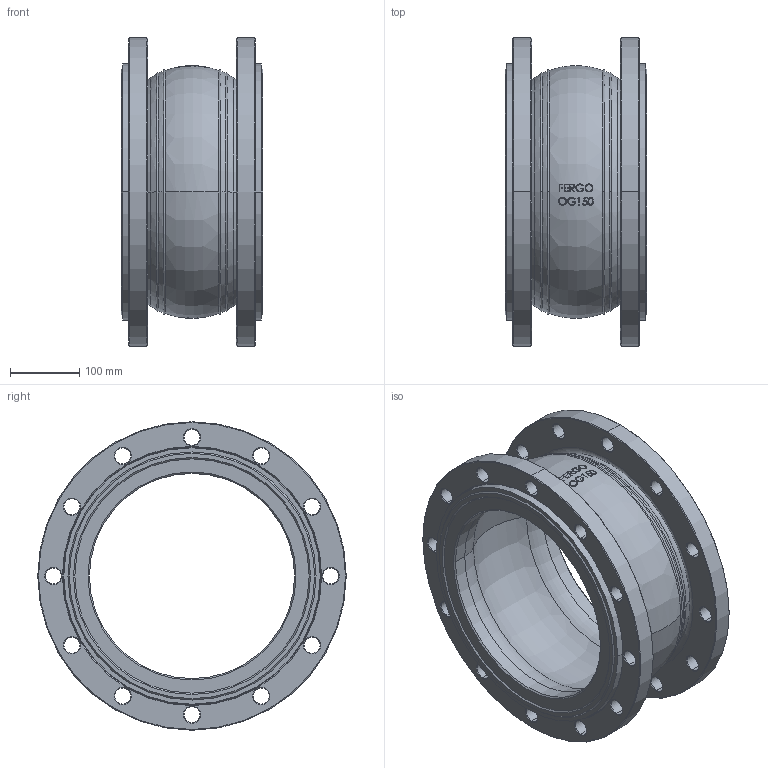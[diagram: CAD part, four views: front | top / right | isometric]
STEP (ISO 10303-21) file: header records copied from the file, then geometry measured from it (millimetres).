
FILE_DESCRIPTION (( 'STEP AP214' ), '1' );
FILE_NAME ('OG150-Gummi-Kompensator-DN300-PN-10-Fergo.STEP', '2023-11-16T10:38:01', ( '' ), ( '' ), 'SwSTEP 2.0', 'SolidWorks 2022', '' );
FILE_SCHEMA (( 'AUTOMOTIVE_DESIGN' ));
Length unit declared in the file: millimetre
Products named in the file (1): OG150-Gummi-Kompensator-DN300-PN-10-Fergo
Bounding box: 204 x 445 x 445 mm (x, y, z)
Volume: 6515124.6 mm3; surface area: 1097523.8 mm2
Topology: 3 solids, 5 shells, 298 faces, 810 edges, 558 vertices
Faces by surface type: cone 128, torus 76, cylinder 76, plane 18
Entity records: 16090 total; most frequent: CARTESIAN_POINT 8339, ORIENTED_EDGE 1620, DIRECTION 1602, EDGE_CURVE 810, AXIS2_PLACEMENT_3D 699, VERTEX_POINT 558, CIRCLE 400, EDGE_LOOP 392
